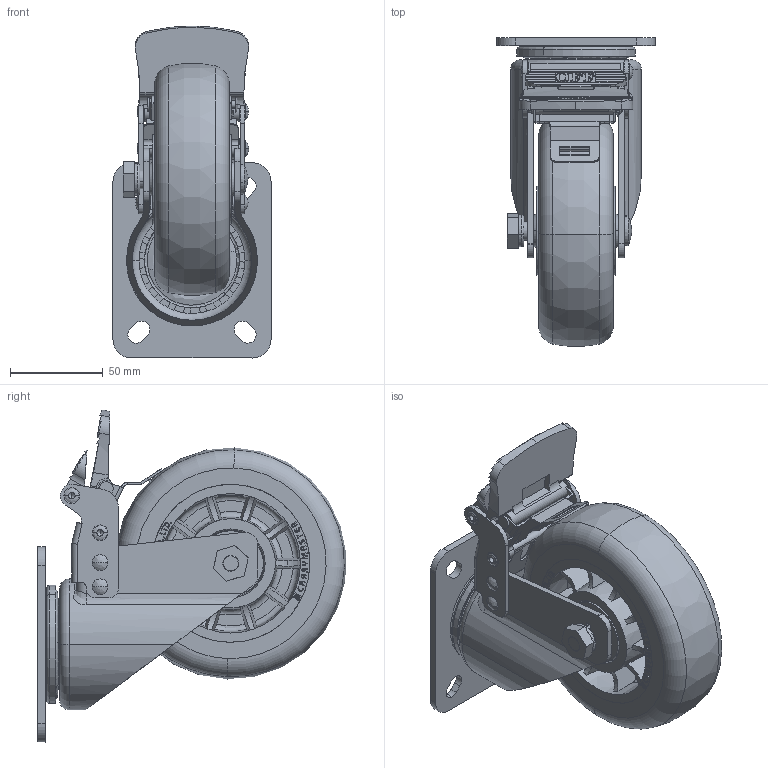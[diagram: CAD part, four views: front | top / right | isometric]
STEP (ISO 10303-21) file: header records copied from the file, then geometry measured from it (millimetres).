
FILE_DESCRIPTION (( 'STEP AP203' ), '1' );
FILE_NAME ('ACLMU-125SFB.STEP', '2015-09-23T07:07:06', ( 'WON SINCHUL' ), ( 'Hewlett-Packard Company' ), 'SwSTEP 2.0', 'SolidWorks 2015', '' );
FILE_SCHEMA (( 'CONFIG_CONTROL_DESIGN' ));
Length unit declared in the file: millimetre
Products named in the file (1): ACLMU-125SFB
Bounding box: 85 x 165.89 x 178.55 mm (x, y, z)
Volume: 591294.8 mm3; surface area: 215837.5 mm2
Topology: 40 solids, 40 shells, 2587 faces, 6980 edges, 4555 vertices
Faces by surface type: plane 1403, cylinder 550, bspline 475, torus 97, cone 62
Entity records: 100512 total; most frequent: CARTESIAN_POINT 39242, ORIENTED_EDGE 13910, DIRECTION 10909, EDGE_CURVE 6955, VERTEX_POINT 4555, VECTOR 4003, LINE 4003, AXIS2_PLACEMENT_3D 3453
